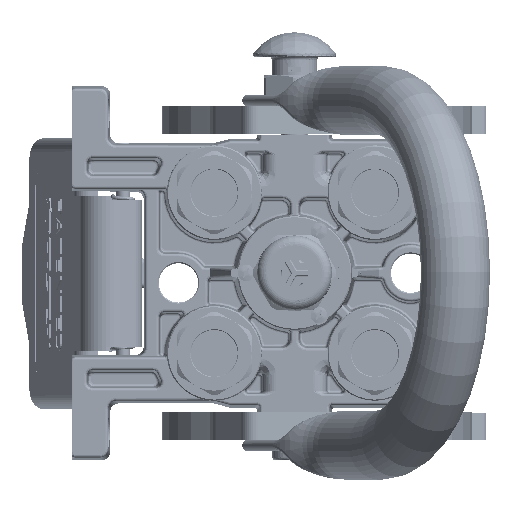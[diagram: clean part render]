
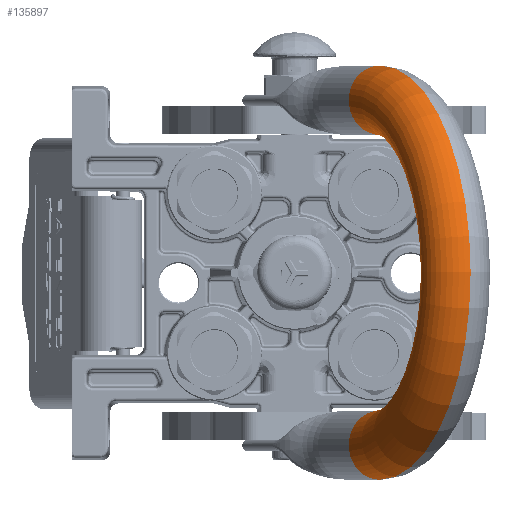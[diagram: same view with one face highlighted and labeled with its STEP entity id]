
A CAD part, top view. The second image highlights one B-rep face of the part: STEP entity #135897.
In plain terms, the highlighted toroidal (fillet/blend) face has major radius 62.25 mm and minor radius 12.5 mm.
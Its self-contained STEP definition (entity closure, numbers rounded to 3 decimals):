
#3591 = TOROIDAL_SURFACE ( 'NONE', #77662, 62.25, 12.5 ) ;
#7299 = CIRCLE ( 'NONE', #144078, 12.5 ) ;
#13407 = CARTESIAN_POINT ( 'NONE',  ( 49.75, 0., 25.25 ) ) ;
#17347 = AXIS2_PLACEMENT_3D ( 'NONE', #126857, #96432, #132712 ) ;
#17411 = DIRECTION ( 'NONE',  ( 1., 0., 0. ) ) ;
#23734 = CARTESIAN_POINT ( 'NONE',  ( 74.75, 0., 25.25 ) ) ;
#46614 = VERTEX_POINT ( 'NONE', #108662 ) ;
#47180 = VERTEX_POINT ( 'NONE', #146928 ) ;
#50417 = DIRECTION ( 'NONE',  ( 0., 0., 1. ) ) ;
#57679 = ORIENTED_EDGE ( 'NONE', *, *, #190619, .T. ) ;
#60982 = CARTESIAN_POINT ( 'NONE',  ( 62.25, 0., 25.25 ) ) ;
#64560 = ORIENTED_EDGE ( 'NONE', *, *, #66832, .T. ) ;
#66832 = EDGE_CURVE ( 'NONE', #46614, #99893, #196381, .T. ) ;
#68634 = EDGE_CURVE ( 'NONE', #164557, #99893, #7299, .T. ) ;
#71144 = AXIS2_PLACEMENT_3D ( 'NONE', #169884, #50417, #151352 ) ;
#77662 = AXIS2_PLACEMENT_3D ( 'NONE', #203676, #101956, #17411 ) ;
#95269 = AXIS2_PLACEMENT_3D ( 'NONE', #134977, #183361, #218136 ) ;
#96432 = DIRECTION ( 'NONE',  ( 0., 1., 0. ) ) ;
#99893 = VERTEX_POINT ( 'NONE', #13407 ) ;
#101956 = DIRECTION ( 'NONE',  ( 0., 1., 0. ) ) ;
#108662 = CARTESIAN_POINT ( 'NONE',  ( -49.75, 0., 25.25 ) ) ;
#115051 = DIRECTION ( 'NONE',  ( 1., 0., 0. ) ) ;
#126857 = CARTESIAN_POINT ( 'NONE',  ( 0., 0., 25.25 ) ) ;
#132712 = DIRECTION ( 'NONE',  ( -1., 0., 0. ) ) ;
#134977 = CARTESIAN_POINT ( 'NONE',  ( 0., 0., 25.25 ) ) ;
#135897 = ADVANCED_FACE ( 'NONE', ( #162911 ), #3591, .T. ) ;
#144078 = AXIS2_PLACEMENT_3D ( 'NONE', #60982, #165627, #115051 ) ;
#146928 = CARTESIAN_POINT ( 'NONE',  ( -74.75, 0., 25.25 ) ) ;
#151352 = DIRECTION ( 'NONE',  ( -1., 0., 0. ) ) ;
#158060 = EDGE_LOOP ( 'NONE', ( #64560, #158971, #211477, #57679 ) ) ;
#158971 = ORIENTED_EDGE ( 'NONE', *, *, #68634, .F. ) ;
#162911 = FACE_OUTER_BOUND ( 'NONE', #158060, .T. ) ;
#164557 = VERTEX_POINT ( 'NONE', #23734 ) ;
#165627 = DIRECTION ( 'NONE',  ( 0., 0., -1. ) ) ;
#169884 = CARTESIAN_POINT ( 'NONE',  ( -62.25, 0., 25.25 ) ) ;
#183361 = DIRECTION ( 'NONE',  ( 0., 1., 0. ) ) ;
#190619 = EDGE_CURVE ( 'NONE', #47180, #46614, #196567, .T. ) ;
#196381 = CIRCLE ( 'NONE', #17347, 49.75 ) ;
#196567 = CIRCLE ( 'NONE', #71144, 12.5 ) ;
#199305 = EDGE_CURVE ( 'NONE', #47180, #164557, #215325, .T. ) ;
#203676 = CARTESIAN_POINT ( 'NONE',  ( 0., 0., 25.25 ) ) ;
#211477 = ORIENTED_EDGE ( 'NONE', *, *, #199305, .F. ) ;
#215325 = CIRCLE ( 'NONE', #95269, 74.75 ) ;
#218136 = DIRECTION ( 'NONE',  ( -1., 0., 0. ) ) ;
